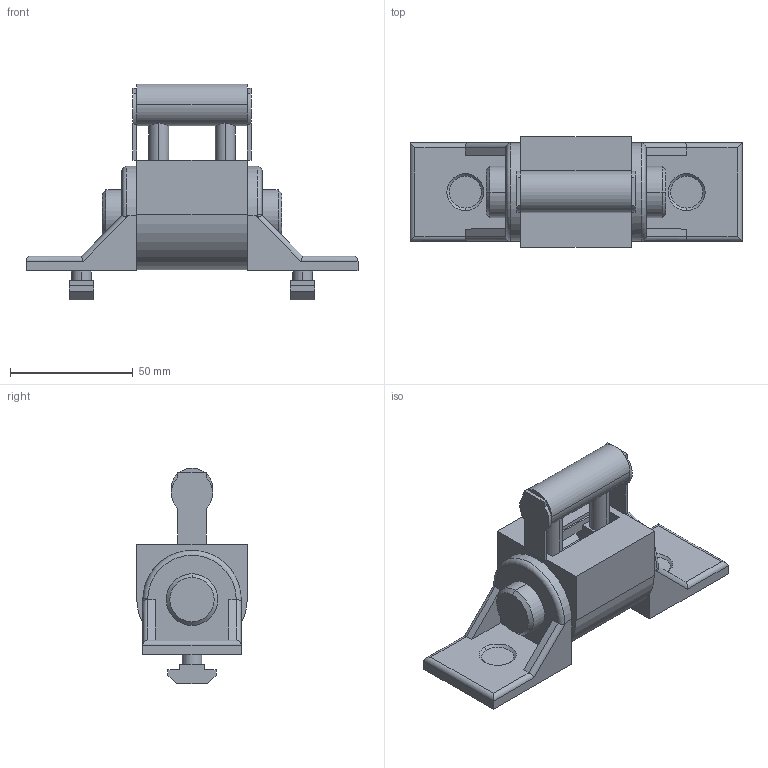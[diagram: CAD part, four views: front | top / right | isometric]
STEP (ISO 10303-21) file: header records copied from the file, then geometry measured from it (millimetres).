
FILE_DESCRIPTION (( 'STEP AP203' ), '1' );
FILE_NAME ('3_842_538_690_Bosch.step', '2024-06-10T06:41:32', ( '' ), ( '' ), 'SwSTEP 2.0', 'SolidWorks 2014', '' );
FILE_SCHEMA (( 'CONFIG_CONTROL_DESIGN' ));
Length unit declared in the file: millimetre
Products named in the file (3): Part-2; 3_842_538_690_Bosch; Part-1
Assembly tree (2 placements, depth 2):
  3_842_538_690_Bosch
    Part-1
    Part-2
Bounding box: 135 x 45 x 87.8 mm (x, y, z)
Volume: 135845.3 mm3; surface area: 36537.5 mm2
Topology: 3 solids, 3 shells, 173 faces, 446 edges, 282 vertices
Faces by surface type: plane 112, cylinder 45, cone 12, torus 4
Entity records: 5699 total; most frequent: CARTESIAN_POINT 1106, ORIENTED_EDGE 896, DIRECTION 886, EDGE_CURVE 448, LINE 326, VECTOR 326, VERTEX_POINT 284, AXIS2_PLACEMENT_3D 280
